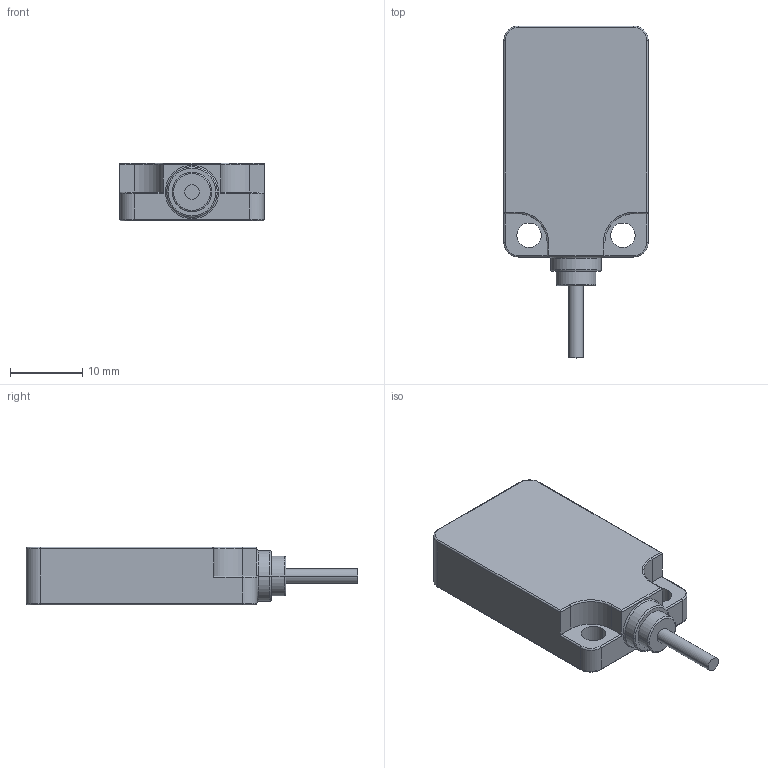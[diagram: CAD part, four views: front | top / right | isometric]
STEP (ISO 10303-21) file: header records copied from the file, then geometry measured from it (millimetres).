
FILE_DESCRIPTION((''),'2;1');
FILE_NAME('CAD1583_SW0001','2012-02-16T',('dhelisch'),(''),'PRO/ENGINEER BY PARAMETRIC TECHNOLOGY CORPORATION, 2007250','PRO/ENGINEER BY PARAMETRIC TECHNOLOGY CORPORATION, 2007250','');
FILE_SCHEMA(('CONFIG_CONTROL_DESIGN'));
Length unit declared in the file: millimetre
Products named in the file (1): CAD1583_SW0001
Bounding box: 20 x 46 x 8 mm (x, y, z)
Surface area: 2237 mm2 (no closed solid volume)
Topology: 0 solids, 1 shells, 63 faces, 144 edges, 86 vertices
Faces by surface type: cylinder 32, torus 16, plane 15
Entity records: 2437 total; most frequent: DIRECTION 344, CARTESIAN_POINT 325, ORIENTED_EDGE 288, EDGE_CURVE 144, AXIS2_PLACEMENT_3D 141, VERTEX_POINT 86, FILL_AREA_STYLE_COLOUR 78, FILL_AREA_STYLE 78
